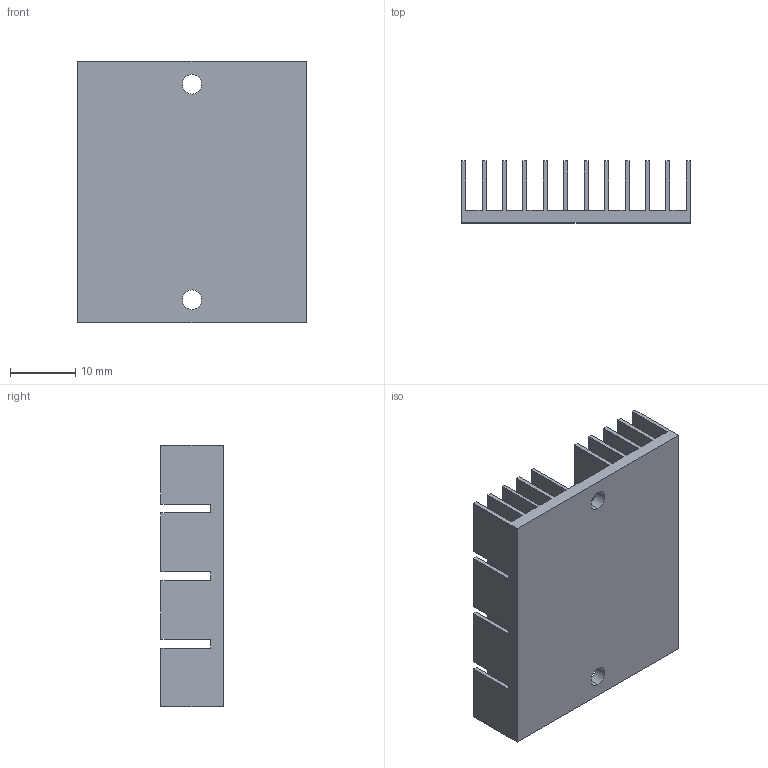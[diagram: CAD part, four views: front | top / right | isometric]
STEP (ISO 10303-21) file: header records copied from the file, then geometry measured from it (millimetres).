
FILE_DESCRIPTION (( 'STEP AP214' ), '1' );
FILE_NAME ('JustinsHeatsinkThing.STEP', '2025-03-27T22:33:38', ( '' ), ( '' ), 'SwSTEP 2.0', 'SolidWorks 2025', '' );
FILE_SCHEMA (( 'AUTOMOTIVE_DESIGN' ));
Length unit declared in the file: inch
Products named in the file (1): JustinsHeatsinkThing
Bounding box: 35 x 9.5 x 40 mm (x, y, z)
Volume: 4436.6 mm3; surface area: 9505.4 mm2
Topology: 1 solids, 1 shells, 202 faces, 540 edges, 360 vertices
Faces by surface type: plane 198, cylinder 4
Entity records: 6207 total; most frequent: CARTESIAN_POINT 1103, ORIENTED_EDGE 1080, DIRECTION 954, EDGE_CURVE 540, VECTOR 532, LINE 532, VERTEX_POINT 360, EDGE_LOOP 226
